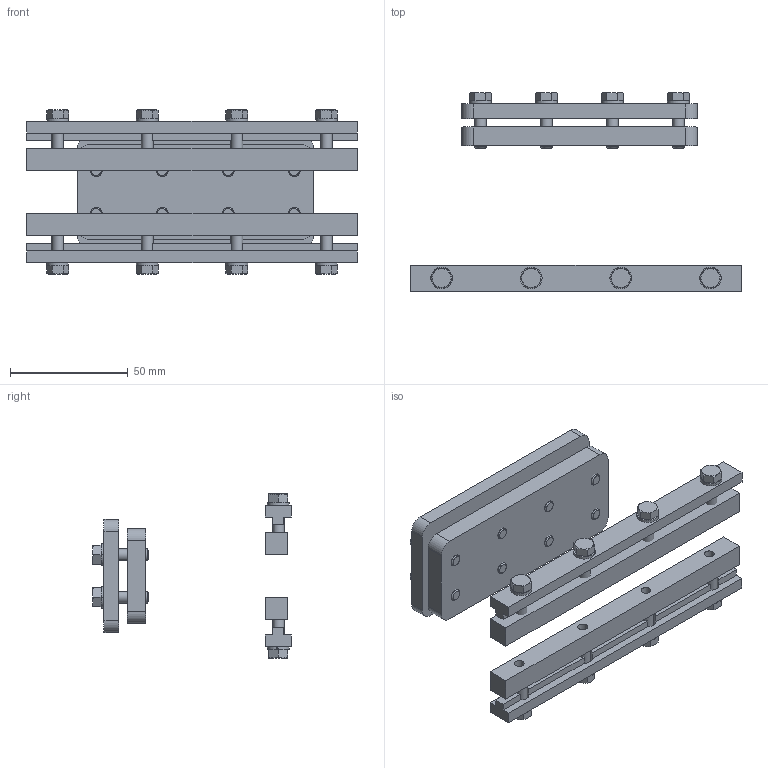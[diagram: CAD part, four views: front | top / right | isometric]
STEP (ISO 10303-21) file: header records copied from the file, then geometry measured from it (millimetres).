
FILE_DESCRIPTION(/* description */ ('ETA-3 SPLICE ASSEMBLY'),/* implementation_level */ '2;1');
FILE_NAME(/* name */ '20142.stp',/* time_stamp */ '2020-12-18T14:22:31-05:00',/* author */ ('mnhhw'),/* organization */ (''),/* preprocessor_version */ 'ST-DEVELOPER v17',/* originating_system */ 'Autodesk Inventor 2019',/* authorisation */ '');
FILE_SCHEMA (('AUTOMOTIVE_DESIGN { 1 0 10303 214 3 1 1 }'));
Length unit declared in the file: inch
Products named in the file (10): 20142; 20137; 79696; 79697; 50758; 20138; 79698; 79699; 52491; 50757
Assembly tree (31 placements, depth 3):
  20142
    20137
      79696
      79697
      52491  x8
      50758  x8
    20138  x2
      79698
      79699
      52491
      50757
Bounding box: 140 x 84.32 x 69.61 mm (x, y, z)
Volume: 111376.5 mm3; surface area: 55790.4 mm2
Topology: 38 solids, 38 shells, 524 faces, 1288 edges, 848 vertices
Faces by surface type: plane 276, cylinder 120, cone 112, torus 16
Full cylindrical faces by diameter (mm): 4.14 x16, 5 x16, 5.512 x8, 6.604 x8
Entity records: 4455 total; most frequent: DIRECTION 764, CARTESIAN_POINT 757, ORIENTED_EDGE 656, EDGE_CURVE 328, AXIS2_PLACEMENT_3D 303, VERTEX_POINT 224, EDGE_LOOP 162, LINE 158
